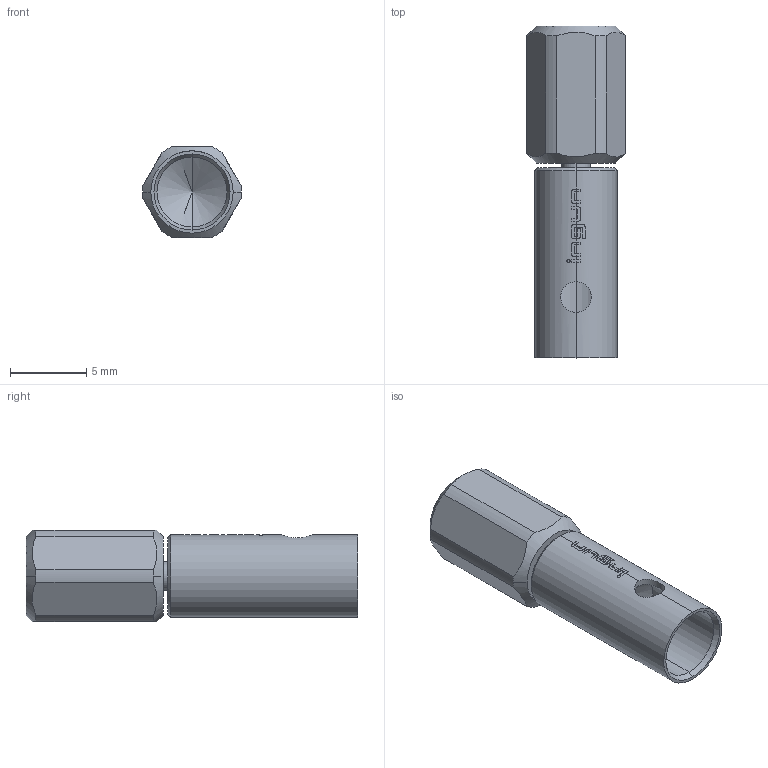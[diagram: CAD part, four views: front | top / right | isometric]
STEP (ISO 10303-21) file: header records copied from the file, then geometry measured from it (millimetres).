
FILE_DESCRIPTION (( 'STEP AP203' ), '1' );
FILE_NAME ('INGUN_SE-M3-01-F-G-000.STEP', '2022-05-09T12:27:44', ( 'ochi' ), ( '' ), 'SwSTEP 2.0', 'SolidWorks 2018', '' );
FILE_SCHEMA (( 'CONFIG_CONTROL_DESIGN' ));
Length unit declared in the file: millimetre
Products named in the file (1): INGUN_SE-M3-01-F-G-000
Bounding box: 6.5 x 21.8 x 6 mm (x, y, z)
Volume: 420 mm3; surface area: 633.3 mm2
Topology: 1 solids, 1 shells, 177 faces, 441 edges, 268 vertices
Faces by surface type: plane 107, cylinder 38, bspline 22, cone 10
Entity records: 5644 total; most frequent: CARTESIAN_POINT 1639, ORIENTED_EDGE 878, DIRECTION 739, EDGE_CURVE 439, AXIS2_PLACEMENT_3D 274, VERTEX_POINT 268, VECTOR 191, LINE 191
